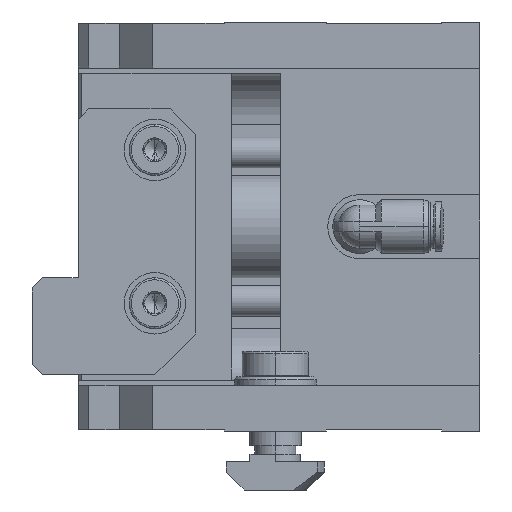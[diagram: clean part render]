
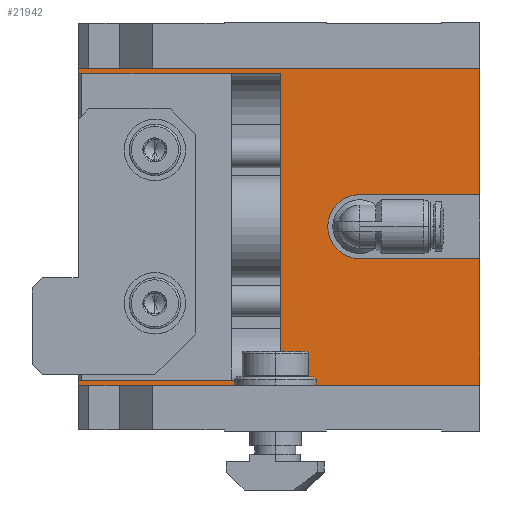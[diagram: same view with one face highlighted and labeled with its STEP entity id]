
A CAD part, left-side view. The second image highlights one B-rep face of the part: STEP entity #21942.
In plain terms, the highlighted planar face has unit normal (-1, 0, 0).
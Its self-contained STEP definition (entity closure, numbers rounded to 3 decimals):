
#485 = LINE ( 'NONE', #19573, #18601 ) ;
#700 = EDGE_CURVE ( 'NONE', #11042, #12583, #20239, .T. ) ;
#799 = ORIENTED_EDGE ( 'NONE', *, *, #4407, .T. ) ;
#1574 = ORIENTED_EDGE ( 'NONE', *, *, #39493, .F. ) ;
#1848 = EDGE_CURVE ( 'NONE', #37447, #15051, #14369, .T. ) ;
#2057 = EDGE_CURVE ( 'NONE', #34953, #28402, #485, .T. ) ;
#2479 = DIRECTION ( 'NONE',  ( 0., 0., 1. ) ) ;
#2656 = ORIENTED_EDGE ( 'NONE', *, *, #700, .F. ) ;
#2908 = EDGE_CURVE ( 'NONE', #38729, #37447, #29487, .T. ) ;
#3284 = ORIENTED_EDGE ( 'NONE', *, *, #12032, .F. ) ;
#3426 = ORIENTED_EDGE ( 'NONE', *, *, #2908, .F. ) ;
#3507 = VECTOR ( 'NONE', #27010, 1000. ) ;
#4407 = EDGE_CURVE ( 'NONE', #40487, #15485, #15968, .T. ) ;
#4957 = LINE ( 'NONE', #33431, #10253 ) ;
#6174 = CARTESIAN_POINT ( 'NONE',  ( 19.8, 0., 31. ) ) ;
#6888 = CARTESIAN_POINT ( 'NONE',  ( 19.8, 0., -31. ) ) ;
#7708 = FACE_OUTER_BOUND ( 'NONE', #18903, .T. ) ;
#7718 = VECTOR ( 'NONE', #14788, 1000. ) ;
#7820 = ORIENTED_EDGE ( 'NONE', *, *, #11221, .T. ) ;
#8041 = EDGE_CURVE ( 'NONE', #36156, #12583, #10254, .T. ) ;
#8614 = CARTESIAN_POINT ( 'NONE',  ( 19.8, 23.5, 0. ) ) ;
#8762 = ORIENTED_EDGE ( 'NONE', *, *, #35322, .F. ) ;
#9339 = VECTOR ( 'NONE', #26775, 1000. ) ;
#9441 = CARTESIAN_POINT ( 'NONE',  ( 19.8, 78.5, -30. ) ) ;
#9453 = DIRECTION ( 'NONE',  ( 0., 0., 1. ) ) ;
#9766 = VERTEX_POINT ( 'NONE', #39564 ) ;
#10253 = VECTOR ( 'NONE', #34257, 1000. ) ;
#10254 = LINE ( 'NONE', #26356, #9339 ) ;
#11042 = VERTEX_POINT ( 'NONE', #13493 ) ;
#11221 = EDGE_CURVE ( 'NONE', #28402, #15051, #22294, .T. ) ;
#11971 = CARTESIAN_POINT ( 'NONE',  ( 19.8, 23.5, 6.25 ) ) ;
#12032 = EDGE_CURVE ( 'NONE', #21676, #9766, #4957, .T. ) ;
#12294 = LINE ( 'NONE', #18610, #40812 ) ;
#12583 = VERTEX_POINT ( 'NONE', #15270 ) ;
#13493 = CARTESIAN_POINT ( 'NONE',  ( 19.8, 78.5, 31. ) ) ;
#14084 = ORIENTED_EDGE ( 'NONE', *, *, #15845, .F. ) ;
#14116 = CARTESIAN_POINT ( 'NONE',  ( 19.8, 78.5, 31. ) ) ;
#14369 = LINE ( 'NONE', #27253, #7718 ) ;
#14713 = VECTOR ( 'NONE', #38208, 1000. ) ;
#14788 = DIRECTION ( 'NONE',  ( 0., -1., 0. ) ) ;
#15051 = VERTEX_POINT ( 'NONE', #26038 ) ;
#15108 = CARTESIAN_POINT ( 'NONE',  ( 19.8, 78.5, -31. ) ) ;
#15270 = CARTESIAN_POINT ( 'NONE',  ( 19.8, 0., 31. ) ) ;
#15381 = ORIENTED_EDGE ( 'NONE', *, *, #8041, .T. ) ;
#15485 = VERTEX_POINT ( 'NONE', #9441 ) ;
#15845 = EDGE_CURVE ( 'NONE', #36156, #38729, #21463, .T. ) ;
#15968 = LINE ( 'NONE', #41819, #14713 ) ;
#16431 = DIRECTION ( 'NONE',  ( 0., -1., 0. ) ) ;
#17092 = DIRECTION ( 'NONE',  ( 0., -1., 0. ) ) ;
#17381 = VECTOR ( 'NONE', #18320, 1000. ) ;
#18320 = DIRECTION ( 'NONE',  ( 0., 1., 0. ) ) ;
#18601 = VECTOR ( 'NONE', #16431, 1000. ) ;
#18610 = CARTESIAN_POINT ( 'NONE',  ( 19.8, 78.5, 31. ) ) ;
#18903 = EDGE_LOOP ( 'NONE', ( #3426, #14084, #15381, #2656, #21929, #3284, #1574, #799, #8762, #24966, #7820, #34393 ) ) ;
#19573 = CARTESIAN_POINT ( 'NONE',  ( 19.8, 78.5, -31. ) ) ;
#20239 = LINE ( 'NONE', #33204, #35468 ) ;
#20424 = PLANE ( 'NONE',  #29173 ) ;
#21247 = CARTESIAN_POINT ( 'NONE',  ( 19.8, 78.5, 31. ) ) ;
#21430 = CARTESIAN_POINT ( 'NONE',  ( 19.8, 39., -30. ) ) ;
#21463 = LINE ( 'NONE', #34433, #17381 ) ;
#21676 = VERTEX_POINT ( 'NONE', #30120 ) ;
#21866 = DIRECTION ( 'NONE',  ( 0., 0., 1. ) ) ;
#21929 = ORIENTED_EDGE ( 'NONE', *, *, #32616, .F. ) ;
#21942 = ADVANCED_FACE ( 'NONE', ( #7708 ), #20424, .F. ) ;
#22294 = LINE ( 'NONE', #6174, #37294 ) ;
#24966 = ORIENTED_EDGE ( 'NONE', *, *, #2057, .T. ) ;
#25083 = CARTESIAN_POINT ( 'NONE',  ( 19.8, 23.5, -6.25 ) ) ;
#26038 = CARTESIAN_POINT ( 'NONE',  ( 19.8, 0., -6.25 ) ) ;
#26356 = CARTESIAN_POINT ( 'NONE',  ( 19.8, 0., 31. ) ) ;
#26775 = DIRECTION ( 'NONE',  ( 0., 0., 1. ) ) ;
#27010 = DIRECTION ( 'NONE',  ( 0., 0., 1. ) ) ;
#27253 = CARTESIAN_POINT ( 'NONE',  ( 19.8, 23.5, -6.25 ) ) ;
#27675 = CARTESIAN_POINT ( 'NONE',  ( 19.8, 39., -30. ) ) ;
#27819 = DIRECTION ( 'NONE',  ( 0., 0., 1. ) ) ;
#28402 = VERTEX_POINT ( 'NONE', #6888 ) ;
#29173 = AXIS2_PLACEMENT_3D ( 'NONE', #21247, #30852, #37191 ) ;
#29487 = CIRCLE ( 'NONE', #33538, 6.25 ) ;
#30120 = CARTESIAN_POINT ( 'NONE',  ( 19.8, 39., 30. ) ) ;
#30852 = DIRECTION ( 'NONE',  ( 1., 0., 0. ) ) ;
#31032 = LINE ( 'NONE', #21430, #35580 ) ;
#32616 = EDGE_CURVE ( 'NONE', #9766, #11042, #33586, .T. ) ;
#33204 = CARTESIAN_POINT ( 'NONE',  ( 19.8, 78.5, 31. ) ) ;
#33431 = CARTESIAN_POINT ( 'NONE',  ( 19.8, 39., 30. ) ) ;
#33538 = AXIS2_PLACEMENT_3D ( 'NONE', #8614, #34701, #9453 ) ;
#33586 = LINE ( 'NONE', #14116, #3507 ) ;
#34257 = DIRECTION ( 'NONE',  ( 0., 1., 0. ) ) ;
#34393 = ORIENTED_EDGE ( 'NONE', *, *, #1848, .F. ) ;
#34433 = CARTESIAN_POINT ( 'NONE',  ( 19.8, 0., 6.25 ) ) ;
#34701 = DIRECTION ( 'NONE',  ( -1., 0., 0. ) ) ;
#34736 = CARTESIAN_POINT ( 'NONE',  ( 19.8, 0., 6.25 ) ) ;
#34953 = VERTEX_POINT ( 'NONE', #15108 ) ;
#35322 = EDGE_CURVE ( 'NONE', #34953, #15485, #12294, .T. ) ;
#35468 = VECTOR ( 'NONE', #17092, 1000. ) ;
#35580 = VECTOR ( 'NONE', #27819, 1000. ) ;
#36156 = VERTEX_POINT ( 'NONE', #34736 ) ;
#37191 = DIRECTION ( 'NONE',  ( 0., 0., -1. ) ) ;
#37294 = VECTOR ( 'NONE', #21866, 1000. ) ;
#37447 = VERTEX_POINT ( 'NONE', #25083 ) ;
#38208 = DIRECTION ( 'NONE',  ( 0., 1., 0. ) ) ;
#38729 = VERTEX_POINT ( 'NONE', #11971 ) ;
#39493 = EDGE_CURVE ( 'NONE', #40487, #21676, #31032, .T. ) ;
#39564 = CARTESIAN_POINT ( 'NONE',  ( 19.8, 78.5, 30. ) ) ;
#40487 = VERTEX_POINT ( 'NONE', #27675 ) ;
#40812 = VECTOR ( 'NONE', #2479, 1000. ) ;
#41819 = CARTESIAN_POINT ( 'NONE',  ( 19.8, 39., -30. ) ) ;
